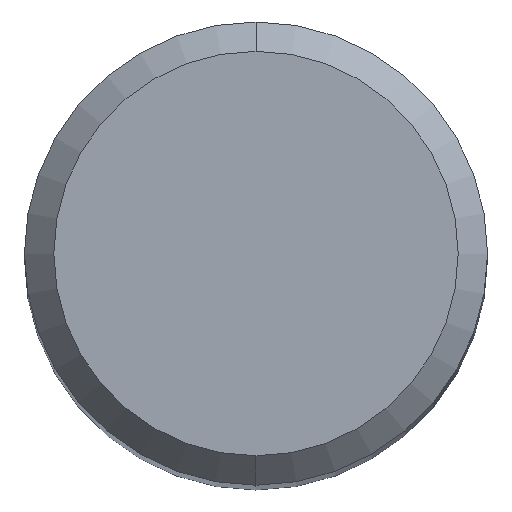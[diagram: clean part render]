
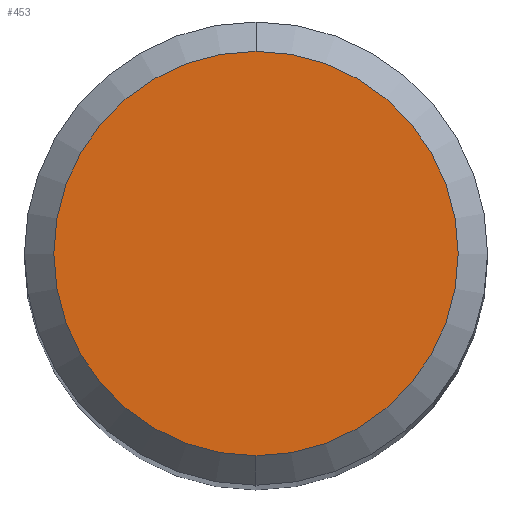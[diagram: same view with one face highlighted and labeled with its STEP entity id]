
A CAD part, top view. The second image highlights one B-rep face of the part: STEP entity #453.
In plain terms, the highlighted planar face has unit normal (0, 0, 1).
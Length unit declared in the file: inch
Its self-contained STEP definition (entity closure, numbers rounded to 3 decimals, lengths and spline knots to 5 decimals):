
#3 = CARTESIAN_POINT ( 'NONE',  ( 0., 0., 0. ) ) ;
#5 = EDGE_CURVE ( 'NONE', #390, #466, #58, .T. ) ;
#23 = AXIS2_PLACEMENT_3D ( 'NONE', #3, #179, #520 ) ;
#31 = CARTESIAN_POINT ( 'NONE',  ( 0., -0.1031, 0. ) ) ;
#58 = CIRCLE ( 'NONE', #491, 0.1031 ) ;
#75 = FACE_OUTER_BOUND ( 'NONE', #272, .T. ) ;
#79 = CARTESIAN_POINT ( 'NONE',  ( 0., 0., 0. ) ) ;
#107 = CIRCLE ( 'NONE', #23, 0.1031 ) ;
#108 = EDGE_CURVE ( 'NONE', #466, #390, #107, .T. ) ;
#123 = CARTESIAN_POINT ( 'NONE',  ( 0., 0.1031, 0. ) ) ;
#179 = DIRECTION ( 'NONE',  ( 0., 0., 1. ) ) ;
#242 = DIRECTION ( 'NONE',  ( 0., 1., 0. ) ) ;
#272 = EDGE_LOOP ( 'NONE', ( #282, #284 ) ) ;
#282 = ORIENTED_EDGE ( 'NONE', *, *, #108, .T. ) ;
#284 = ORIENTED_EDGE ( 'NONE', *, *, #5, .T. ) ;
#384 = CARTESIAN_POINT ( 'NONE',  ( 0., 0.1031, 0. ) ) ;
#390 = VERTEX_POINT ( 'NONE', #31 ) ;
#394 = DIRECTION ( 'NONE',  ( 0., 0., 1. ) ) ;
#426 = PLANE ( 'NONE',  #541 ) ;
#453 = ADVANCED_FACE ( 'NONE', ( #75 ), #426, .F. ) ;
#466 = VERTEX_POINT ( 'NONE', #384 ) ;
#480 = DIRECTION ( 'NONE',  ( 0., -1., 0. ) ) ;
#491 = AXIS2_PLACEMENT_3D ( 'NONE', #79, #394, #480 ) ;
#514 = DIRECTION ( 'NONE',  ( 0., 0., -1. ) ) ;
#520 = DIRECTION ( 'NONE',  ( 0., -1., 0. ) ) ;
#541 = AXIS2_PLACEMENT_3D ( 'NONE', #123, #514, #242 ) ;
